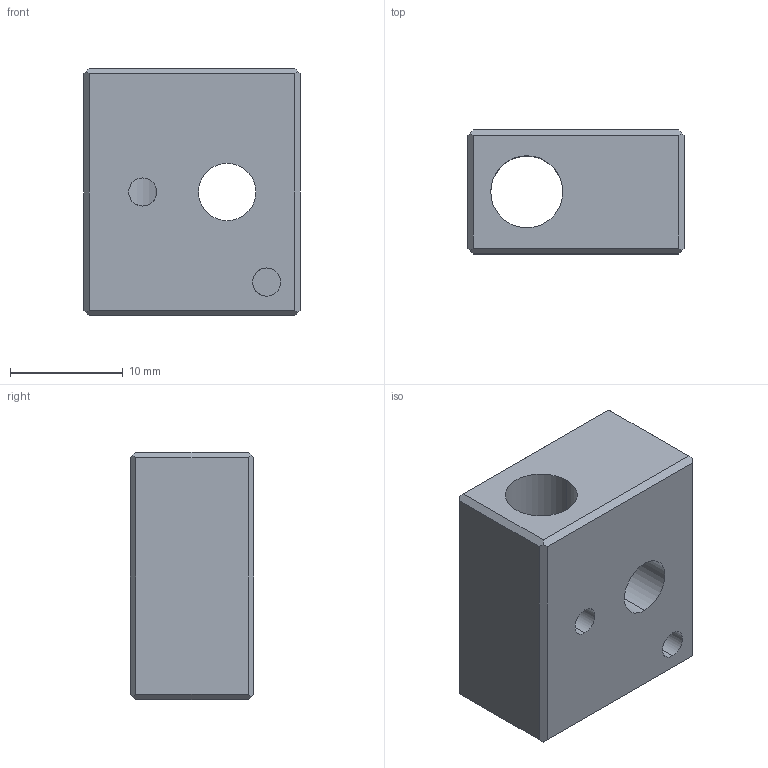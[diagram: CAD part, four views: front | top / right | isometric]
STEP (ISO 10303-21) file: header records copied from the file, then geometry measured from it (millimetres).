
FILE_DESCRIPTION (( 'STEP AP214' ), '1' );
FILE_NAME ('1844_018_rev_04.STEP', '2014-09-17T17:43:09', ( '' ), ( '' ), 'SwSTEP 2.0', 'SolidWorks 2013', '' );
FILE_SCHEMA (( 'AUTOMOTIVE_DESIGN' ));
Length unit declared in the file: millimetre
Products named in the file (1): 1844_018_rev_04
Bounding box: 19.25 x 11 x 22 mm (x, y, z)
Volume: 3630.6 mm3; surface area: 2305.3 mm2
Topology: 1 solids, 1 shells, 32 faces, 90 edges, 60 vertices
Faces by surface type: plane 20, cylinder 12
Entity records: 1196 total; most frequent: CARTESIAN_POINT 317, ORIENTED_EDGE 180, DIRECTION 164, EDGE_CURVE 90, VECTOR 62, LINE 62, VERTEX_POINT 60, AXIS2_PLACEMENT_3D 51
